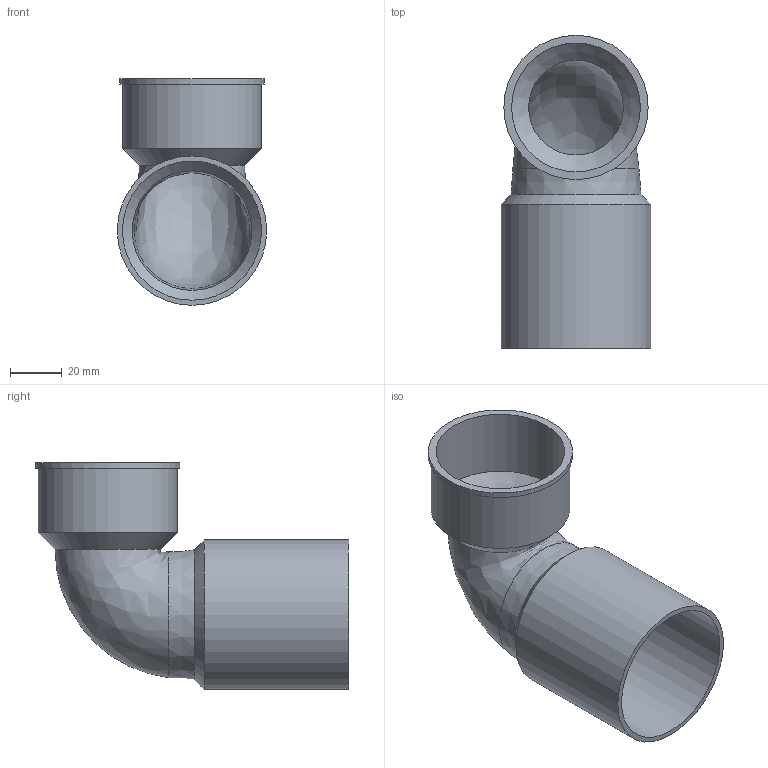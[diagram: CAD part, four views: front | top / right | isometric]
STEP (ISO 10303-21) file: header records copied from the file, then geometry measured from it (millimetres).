
FILE_DESCRIPTION(/* description */ (''),/* implementation_level */ '2;1');
FILE_NAME(/* name */ '335940 SKOLANsafeSW Siphonbogen DN_OD 58_40.stp',/* time_stamp */ '2018-01-09T13:37:34+01:00',/* author */ ('user1'),/* organization */ (''),/* preprocessor_version */ 'ST-DEVELOPER v16.1',/* originating_system */ 'Autodesk Inventor 2016',/* authorisation */ '');
FILE_SCHEMA (('AUTOMOTIVE_DESIGN { 1 0 10303 214 3 1 1 }'));
Length unit declared in the file: millimetre
Products named in the file (1): 335940 SKOLANsafeSW Siphonbogen DN_OD 58_40
Bounding box: 58 x 121.5 x 88 mm (x, y, z)
Volume: 45135.6 mm3; surface area: 47203.3 mm2
Topology: 1 solids, 1 shells, 16 faces, 37 edges, 24 vertices
Faces by surface type: cone 6, cylinder 5, plane 3, bspline 2
Full cylindrical faces by diameter (mm): 50 x1, 54 x2, 56 x1, 58 x1
Entity records: 746 total; most frequent: CARTESIAN_POINT 391, DIRECTION 78, ORIENTED_EDGE 48, AXIS2_PLACEMENT_3D 39, EDGE_LOOP 30, CIRCLE 24, EDGE_CURVE 24, VERTEX_POINT 22
